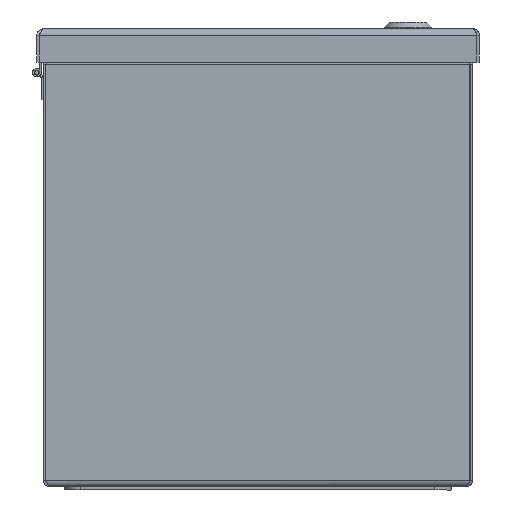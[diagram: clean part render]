
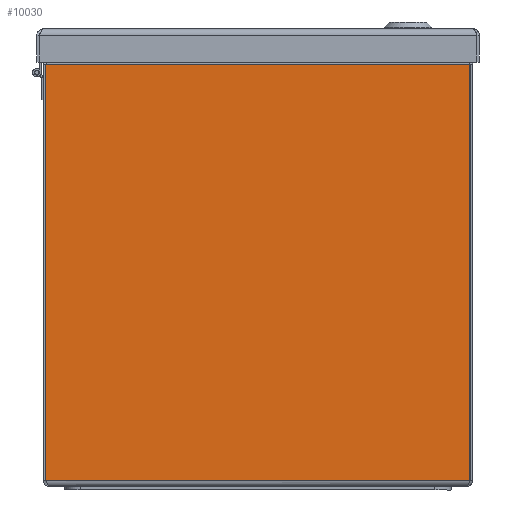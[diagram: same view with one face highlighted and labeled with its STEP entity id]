
A CAD part, left-side view. The second image highlights one B-rep face of the part: STEP entity #10030.
In plain terms, the highlighted face is planar.
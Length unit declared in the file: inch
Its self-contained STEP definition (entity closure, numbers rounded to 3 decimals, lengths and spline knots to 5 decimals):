
#653=PLANE('',#10789);
#1122=FACE_OUTER_BOUND('',#1790,.T.);
#1790=EDGE_LOOP('',(#7925,#7926,#7927,#7928));
#2602=LINE('',#16228,#3485);
#2637=LINE('',#16570,#3520);
#2638=LINE('',#16572,#3521);
#2639=LINE('',#16573,#3522);
#3485=VECTOR('',#12661,9.88059);
#3520=VECTOR('',#12734,9.6945);
#3521=VECTOR('',#12735,9.88059);
#3522=VECTOR('',#12736,9.6945);
#4680=VERTEX_POINT('',#16219);
#4681=VERTEX_POINT('',#16227);
#4704=VERTEX_POINT('',#16569);
#4705=VERTEX_POINT('',#16571);
#5792=EDGE_CURVE('',#4681,#4680,#2602,.T.);
#5842=EDGE_CURVE('',#4704,#4680,#2637,.T.);
#5843=EDGE_CURVE('',#4704,#4705,#2638,.T.);
#5844=EDGE_CURVE('',#4681,#4705,#2639,.T.);
#7925=ORIENTED_EDGE('',*,*,#5792,.T.);
#7926=ORIENTED_EDGE('',*,*,#5842,.F.);
#7927=ORIENTED_EDGE('',*,*,#5843,.T.);
#7928=ORIENTED_EDGE('',*,*,#5844,.F.);
#10030=ADVANCED_FACE('',(#1122),#653,.F.);
#10789=AXIS2_PLACEMENT_3D('',#16568,#12732,#12733);
#12661=DIRECTION('',(-1.,0.,0.));
#12732=DIRECTION('center_axis',(0.,1.,0.));
#12733=DIRECTION('ref_axis',(1.,0.,0.));
#12734=DIRECTION('',(0.,0.,1.));
#12735=DIRECTION('',(1.,0.,0.));
#12736=DIRECTION('',(0.,0.,-1.));
#16219=CARTESIAN_POINT('',(-4.94029,-6.,9.84725));
#16227=CARTESIAN_POINT('',(4.94029,-6.,9.84725));
#16228=CARTESIAN_POINT('',(2.47015,-6.,9.84725));
#16568=CARTESIAN_POINT('Origin',(0.,-6.,
5.00616));
#16569=CARTESIAN_POINT('',(-4.94029,-6.,0.15275));
#16570=CARTESIAN_POINT('',(-4.94029,-6.,0.15275));
#16571=CARTESIAN_POINT('',(4.94029,-6.,0.15275));
#16572=CARTESIAN_POINT('',(0.,-6.,0.15275));
#16573=CARTESIAN_POINT('',(4.94029,-6.,0.15275));
